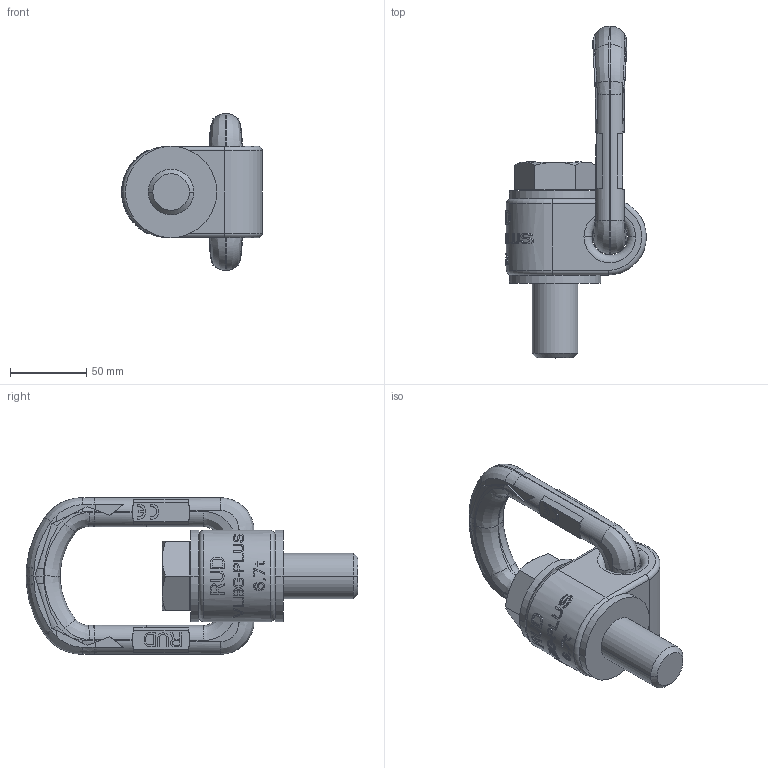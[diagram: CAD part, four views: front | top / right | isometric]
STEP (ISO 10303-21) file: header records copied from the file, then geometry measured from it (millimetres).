
FILE_DESCRIPTION((''),'2;1');
FILE_NAME('001-M35416-P-1_ASM','2019-02-06T',('anja.joas'),(''),'PRO/ENGINEER BY PARAMETRIC TECHNOLOGY CORPORATION, 2011490','PRO/ENGINEER BY PARAMETRIC TECHNOLOGY CORPORATION, 2011490','');
FILE_SCHEMA(('CONFIG_CONTROL_DESIGN'));
Length unit declared in the file: millimetre
Products named in the file (4): 001-M35416-P-2; 001-M35416-P-3; 001-M31123-P-1_; 001-M35416-P-1_ASM
Assembly tree (3 placements, depth 2):
  001-M35416-P-1_ASM
    001-M35416-P-2
    001-M35416-P-3
    001-M31123-P-1_
Bounding box: 92.5 x 218.35 x 103 mm (x, y, z)
Volume: 436371.8 mm3; surface area: 80535.4 mm2
Topology: 3 solids, 3 shells, 973 faces, 2685 edges, 1759 vertices
Faces by surface type: plane 786, bspline 84, cylinder 81, cone 14, torus 8
Entity records: 36944 total; most frequent: CARTESIAN_POINT 13599, ORIENTED_EDGE 5366, DIRECTION 4029, EDGE_CURVE 2683, VERTEX_POINT 1759, VECTOR 1617, LINE 1617, AXIS2_PLACEMENT_3D 1206
